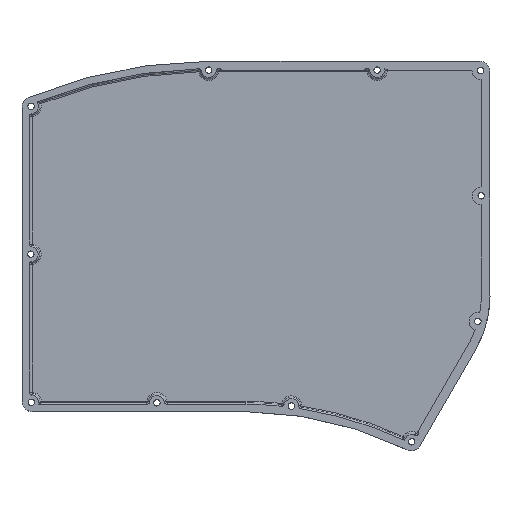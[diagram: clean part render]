
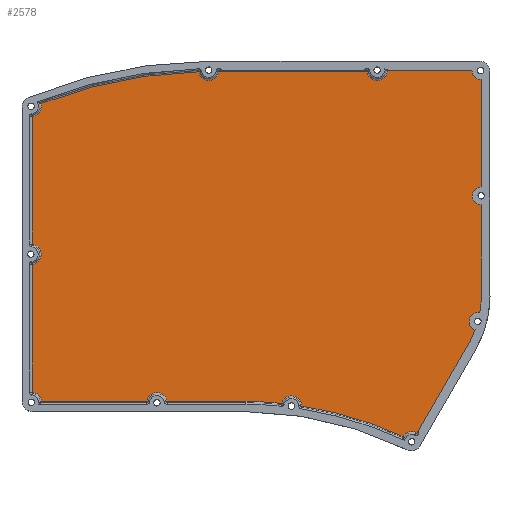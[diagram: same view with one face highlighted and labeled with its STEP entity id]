
A CAD part, top view. The second image highlights one B-rep face of the part: STEP entity #2578.
In plain terms, the highlighted face is planar.
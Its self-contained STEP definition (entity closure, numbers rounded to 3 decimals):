
#164=PLANE('',#2846);
#206=FACE_OUTER_BOUND('',#397,.T.);
#397=EDGE_LOOP('',(#1898,#1899,#1900,#1901,#1902,#1903,#1904,#1905,#1906,
#1907,#1908,#1909,#1910,#1911,#1912,#1913,#1914,#1915,#1916,#1917,#1918,
#1919,#1920,#1921,#1922));
#557=LINE('',#4109,#707);
#586=LINE('',#4234,#736);
#589=LINE('',#4251,#739);
#603=LINE('',#4371,#753);
#604=LINE('',#4379,#754);
#605=LINE('',#4383,#755);
#606=LINE('',#4387,#756);
#607=LINE('',#4391,#757);
#608=LINE('',#4401,#758);
#707=VECTOR('',#3188,10.);
#736=VECTOR('',#3315,10.);
#739=VECTOR('',#3322,10.);
#753=VECTOR('',#3424,10.);
#754=VECTOR('',#3431,10.);
#755=VECTOR('',#3434,10.);
#756=VECTOR('',#3437,0.5);
#757=VECTOR('',#3440,10.);
#758=VECTOR('',#3449,10.);
#874=CIRCLE('',#2793,3.);
#876=CIRCLE('',#2796,3.);
#878=CIRCLE('',#2799,3.);
#922=CIRCLE('',#2847,3.5);
#923=CIRCLE('',#2848,3.5);
#924=CIRCLE('',#2849,158.423);
#925=CIRCLE('',#2850,3.5);
#926=CIRCLE('',#2851,3.5);
#927=CIRCLE('',#2852,3.5);
#928=CIRCLE('',#2853,3.5);
#929=CIRCLE('',#2854,132.682);
#930=CIRCLE('',#2855,3.5);
#931=CIRCLE('',#2856,132.682);
#932=CIRCLE('',#2857,3.5);
#933=CIRCLE('',#2858,33.065);
#934=CIRCLE('',#2859,33.065);
#1077=VERTEX_POINT('',#4107);
#1078=VERTEX_POINT('',#4108);
#1118=VERTEX_POINT('',#4213);
#1119=VERTEX_POINT('',#4218);
#1122=VERTEX_POINT('',#4225);
#1123=VERTEX_POINT('',#4227);
#1125=VERTEX_POINT('',#4233);
#1129=VERTEX_POINT('',#4250);
#1182=VERTEX_POINT('',#4368);
#1183=VERTEX_POINT('',#4370);
#1184=VERTEX_POINT('',#4372);
#1185=VERTEX_POINT('',#4374);
#1186=VERTEX_POINT('',#4376);
#1187=VERTEX_POINT('',#4378);
#1188=VERTEX_POINT('',#4380);
#1189=VERTEX_POINT('',#4382);
#1190=VERTEX_POINT('',#4384);
#1191=VERTEX_POINT('',#4386);
#1192=VERTEX_POINT('',#4388);
#1193=VERTEX_POINT('',#4390);
#1194=VERTEX_POINT('',#4392);
#1195=VERTEX_POINT('',#4394);
#1196=VERTEX_POINT('',#4396);
#1197=VERTEX_POINT('',#4398);
#1198=VERTEX_POINT('',#4400);
#1321=EDGE_CURVE('',#1077,#1078,#557,.T.);
#1374=EDGE_CURVE('',#1118,#1078,#874,.T.);
#1376=EDGE_CURVE('',#1077,#1119,#876,.T.);
#1380=EDGE_CURVE('',#1122,#1123,#878,.T.);
#1383=EDGE_CURVE('',#1125,#1118,#586,.T.);
#1388=EDGE_CURVE('',#1129,#1119,#589,.T.);
#1444=EDGE_CURVE('',#1125,#1182,#922,.T.);
#1445=EDGE_CURVE('',#1183,#1182,#603,.T.);
#1446=EDGE_CURVE('',#1184,#1183,#923,.T.);
#1447=EDGE_CURVE('',#1185,#1184,#924,.T.);
#1448=EDGE_CURVE('',#1185,#1186,#925,.T.);
#1449=EDGE_CURVE('',#1186,#1187,#604,.T.);
#1450=EDGE_CURVE('',#1187,#1188,#926,.T.);
#1451=EDGE_CURVE('',#1188,#1189,#605,.T.);
#1452=EDGE_CURVE('',#1189,#1190,#927,.T.);
#1453=EDGE_CURVE('',#1191,#1190,#606,.T.);
#1454=EDGE_CURVE('',#1192,#1191,#928,.T.);
#1455=EDGE_CURVE('',#1193,#1192,#607,.T.);
#1456=EDGE_CURVE('',#1194,#1193,#929,.T.);
#1457=EDGE_CURVE('',#1195,#1194,#930,.T.);
#1458=EDGE_CURVE('',#1196,#1195,#931,.T.);
#1459=EDGE_CURVE('',#1196,#1197,#932,.T.);
#1460=EDGE_CURVE('',#1197,#1198,#608,.T.);
#1461=EDGE_CURVE('',#1198,#1123,#933,.T.);
#1462=EDGE_CURVE('',#1122,#1129,#934,.T.);
#1898=ORIENTED_EDGE('',*,*,#1374,.F.);
#1899=ORIENTED_EDGE('',*,*,#1383,.F.);
#1900=ORIENTED_EDGE('',*,*,#1444,.T.);
#1901=ORIENTED_EDGE('',*,*,#1445,.F.);
#1902=ORIENTED_EDGE('',*,*,#1446,.F.);
#1903=ORIENTED_EDGE('',*,*,#1447,.F.);
#1904=ORIENTED_EDGE('',*,*,#1448,.T.);
#1905=ORIENTED_EDGE('',*,*,#1449,.T.);
#1906=ORIENTED_EDGE('',*,*,#1450,.T.);
#1907=ORIENTED_EDGE('',*,*,#1451,.T.);
#1908=ORIENTED_EDGE('',*,*,#1452,.T.);
#1909=ORIENTED_EDGE('',*,*,#1453,.F.);
#1910=ORIENTED_EDGE('',*,*,#1454,.F.);
#1911=ORIENTED_EDGE('',*,*,#1455,.F.);
#1912=ORIENTED_EDGE('',*,*,#1456,.F.);
#1913=ORIENTED_EDGE('',*,*,#1457,.F.);
#1914=ORIENTED_EDGE('',*,*,#1458,.F.);
#1915=ORIENTED_EDGE('',*,*,#1459,.T.);
#1916=ORIENTED_EDGE('',*,*,#1460,.T.);
#1917=ORIENTED_EDGE('',*,*,#1461,.T.);
#1918=ORIENTED_EDGE('',*,*,#1380,.F.);
#1919=ORIENTED_EDGE('',*,*,#1462,.T.);
#1920=ORIENTED_EDGE('',*,*,#1388,.T.);
#1921=ORIENTED_EDGE('',*,*,#1376,.F.);
#1922=ORIENTED_EDGE('',*,*,#1321,.T.);
#2578=ADVANCED_FACE('',(#206),#164,.F.);
#2793=AXIS2_PLACEMENT_3D('',#4215,#3294,#3295);
#2796=AXIS2_PLACEMENT_3D('',#4219,#3300,#3301);
#2799=AXIS2_PLACEMENT_3D('',#4228,#3308,#3309);
#2846=AXIS2_PLACEMENT_3D('',#4367,#3420,#3421);
#2847=AXIS2_PLACEMENT_3D('',#4369,#3422,#3423);
#2848=AXIS2_PLACEMENT_3D('',#4373,#3425,#3426);
#2849=AXIS2_PLACEMENT_3D('',#4375,#3427,#3428);
#2850=AXIS2_PLACEMENT_3D('',#4377,#3429,#3430);
#2851=AXIS2_PLACEMENT_3D('',#4381,#3432,#3433);
#2852=AXIS2_PLACEMENT_3D('',#4385,#3435,#3436);
#2853=AXIS2_PLACEMENT_3D('',#4389,#3438,#3439);
#2854=AXIS2_PLACEMENT_3D('',#4393,#3441,#3442);
#2855=AXIS2_PLACEMENT_3D('',#4395,#3443,#3444);
#2856=AXIS2_PLACEMENT_3D('',#4397,#3445,#3446);
#2857=AXIS2_PLACEMENT_3D('',#4399,#3447,#3448);
#2858=AXIS2_PLACEMENT_3D('',#4402,#3450,#3451);
#2859=AXIS2_PLACEMENT_3D('',#4403,#3452,#3453);
#3188=DIRECTION('',(0.,1.,0.));
#3294=DIRECTION('center_axis',(0.,0.,-1.));
#3295=DIRECTION('ref_axis',(-1.,0.,0.));
#3300=DIRECTION('center_axis',(0.,0.,-1.));
#3301=DIRECTION('ref_axis',(-1.,0.,0.));
#3308=DIRECTION('center_axis',(0.,0.,-1.));
#3309=DIRECTION('ref_axis',(-1.,0.,0.));
#3315=DIRECTION('',(-1.,0.,0.));
#3322=DIRECTION('',(0.,1.,0.));
#3420=DIRECTION('center_axis',(0.,0.,1.));
#3421=DIRECTION('ref_axis',(-1.,0.,0.));
#3422=DIRECTION('center_axis',(0.,0.,1.));
#3423=DIRECTION('ref_axis',(-0.881,-0.473,0.));
#3424=DIRECTION('',(-1.,0.,0.));
#3425=DIRECTION('center_axis',(0.,0.,-1.));
#3426=DIRECTION('ref_axis',(-0.006,-1.,0.));
#3427=DIRECTION('center_axis',(0.,0.,1.));
#3428=DIRECTION('ref_axis',(1.,0.,0.));
#3429=DIRECTION('center_axis',(0.,0.,1.));
#3430=DIRECTION('ref_axis',(-0.83,-0.558,0.));
#3431=DIRECTION('',(0.,-1.,0.));
#3432=DIRECTION('center_axis',(0.,0.,1.));
#3433=DIRECTION('ref_axis',(-1.,0.,0.));
#3434=DIRECTION('',(0.,-1.,0.));
#3435=DIRECTION('center_axis',(0.,0.,1.));
#3436=DIRECTION('ref_axis',(-0.707,0.707,0.));
#3437=DIRECTION('',(1.,0.,0.));
#3438=DIRECTION('center_axis',(0.,0.,-1.));
#3439=DIRECTION('ref_axis',(0.,1.,0.));
#3440=DIRECTION('',(1.,0.,0.));
#3441=DIRECTION('center_axis',(0.,0.,-1.));
#3442=DIRECTION('ref_axis',(-0.059,0.998,0.));
#3443=DIRECTION('center_axis',(0.,0.,-1.));
#3444=DIRECTION('ref_axis',(-0.129,0.992,0.));
#3445=DIRECTION('center_axis',(0.,0.,-1.));
#3446=DIRECTION('ref_axis',(-1.,0.,0.));
#3447=DIRECTION('center_axis',(0.,0.,1.));
#3448=DIRECTION('ref_axis',(0.295,0.956,0.));
#3449=DIRECTION('',(-0.5,0.866,0.));
#3450=DIRECTION('center_axis',(0.,0.,-1.));
#3451=DIRECTION('ref_axis',(-0.966,-0.259,0.));
#3452=DIRECTION('center_axis',(0.,0.,-1.));
#3453=DIRECTION('ref_axis',(-0.966,-0.259,0.));
#4107=CARTESIAN_POINT('',(-164.467,-54.208,-3.2));
#4108=CARTESIAN_POINT('',(-164.467,-17.541,-3.2));
#4109=CARTESIAN_POINT('',(-164.467,-67.966,-3.2));
#4213=CARTESIAN_POINT('',(-161.324,-14.398,-3.2));
#4215=CARTESIAN_POINT('Origin',(-164.32,-14.544,-3.2));
#4218=CARTESIAN_POINT('',(-164.467,-60.208,-3.2));
#4219=CARTESIAN_POINT('Origin',(-164.467,-57.208,-3.2));
#4225=CARTESIAN_POINT('',(-163.984,-97.088,-3.2));
#4227=CARTESIAN_POINT('',(-162.432,-102.877,-3.2));
#4228=CARTESIAN_POINT('Origin',(-163.339,-100.018,-3.2));
#4233=CARTESIAN_POINT('',(-132.5,-14.398,-3.2));
#4234=CARTESIAN_POINT('',(-122.609,-14.398,-3.2));
#4250=CARTESIAN_POINT('',(-164.467,-91.456,-3.2));
#4251=CARTESIAN_POINT('',(-164.467,-67.966,-3.2));
#4367=CARTESIAN_POINT('Origin',(-86.454,-77.725,-3.2));
#4368=CARTESIAN_POINT('',(-125.536,-14.898,-3.2));
#4369=CARTESIAN_POINT('Origin',(-129.,-14.398,-3.2));
#4370=CARTESIAN_POINT('',(-75.099,-14.898,-3.2));
#4371=CARTESIAN_POINT('',(-80.545,-14.898,-3.2));
#4372=CARTESIAN_POINT('',(-68.178,-14.947,-3.2));
#4373=CARTESIAN_POINT('Origin',(-71.635,-14.398,-3.2));
#4374=CARTESIAN_POINT('',(-14.46,-25.78,-3.2));
#4375=CARTESIAN_POINT('Origin',(-72.164,-173.32,-3.2));
#4376=CARTESIAN_POINT('',(-11.5,-30.172,-3.2));
#4377=CARTESIAN_POINT('Origin',(-11.082,-26.697,-3.2));
#4378=CARTESIAN_POINT('',(-11.5,-73.642,-3.2));
#4379=CARTESIAN_POINT('',(-11.5,-101.161,-3.2));
#4380=CARTESIAN_POINT('',(-11.5,-80.57,-3.2));
#4381=CARTESIAN_POINT('Origin',(-11.,-77.106,-3.2));
#4382=CARTESIAN_POINT('',(-11.5,-124.111,-3.2));
#4383=CARTESIAN_POINT('',(-11.5,-96.165,-3.2));
#4384=CARTESIAN_POINT('',(-14.629,-127.24,-3.2));
#4385=CARTESIAN_POINT('Origin',(-11.146,-127.593,-3.2));
#4386=CARTESIAN_POINT('',(-50.489,-127.239,-3.2));
#4387=CARTESIAN_POINT('',(-68.704,-127.239,-3.2));
#4388=CARTESIAN_POINT('',(-57.417,-127.239,-3.2));
#4389=CARTESIAN_POINT('Origin',(-53.953,-127.739,-3.2));
#4390=CARTESIAN_POINT('',(-84.321,-127.238,-3.2));
#4391=CARTESIAN_POINT('',(-85.387,-127.238,-3.2));
#4392=CARTESIAN_POINT('',(-96.427,-127.936,-3.2));
#4393=CARTESIAN_POINT('Origin',(-82.743,-259.911,-3.2));
#4394=CARTESIAN_POINT('',(-103.31,-128.833,-3.2));
#4395=CARTESIAN_POINT('Origin',(-99.81,-128.835,-3.2));
#4396=CARTESIAN_POINT('',(-137.814,-139.198,-3.2));
#4397=CARTESIAN_POINT('Origin',(-82.743,-259.911,-3.2));
#4398=CARTESIAN_POINT('',(-142.661,-138.069,-3.2));
#4399=CARTESIAN_POINT('Origin',(-140.796,-141.03,-3.2));
#4400=CARTESIAN_POINT('',(-160.033,-107.995,-3.2));
#4401=CARTESIAN_POINT('',(-148.572,-127.835,-3.2));
#4402=CARTESIAN_POINT('Origin',(-131.402,-91.456,-3.2));
#4403=CARTESIAN_POINT('Origin',(-131.402,-91.456,-3.2));
